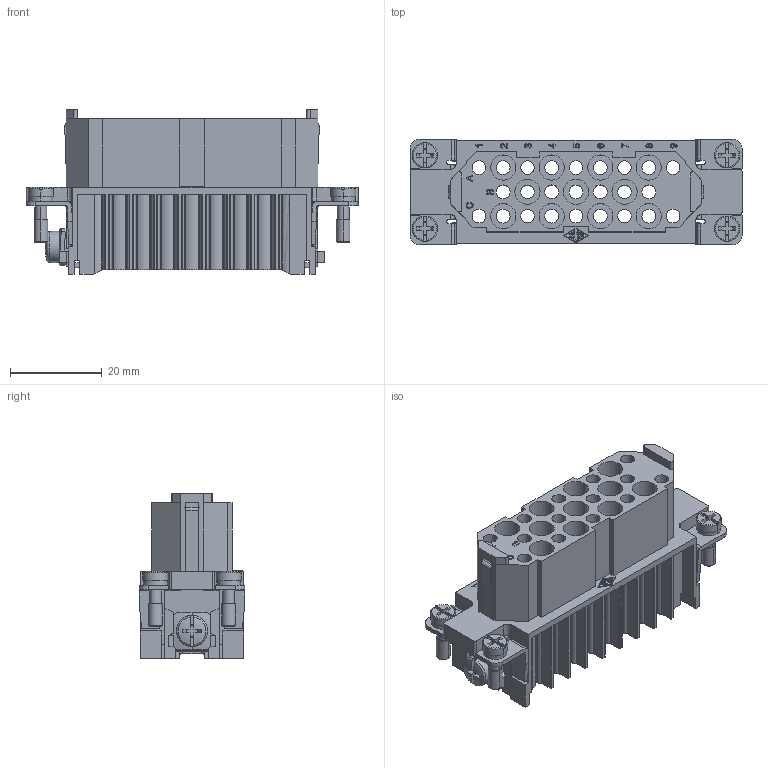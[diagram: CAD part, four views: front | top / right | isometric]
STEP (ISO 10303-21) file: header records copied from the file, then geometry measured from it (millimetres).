
FILE_DESCRIPTION((''),'2;1');
FILE_NAME('CDF 25 Z.stp','2006-12-11T14:14:38',('gembarski'),(''),'Autodesk Inventor 7','Autodesk Inventor 7','');
FILE_SCHEMA(('AUTOMOTIVE_DESIGN { 1 0 10303 214 1 1 1 1 }'));
Length unit declared in the file: millimetre
Products named in the file (1): CDF 25 Kontakteinsätze mit Crimpanschluss
Bounding box: 72.5 x 23 x 36 mm (x, y, z)
Volume: 21826.2 mm3; surface area: 23003.4 mm2
Topology: 1 solids, 3 shells, 1514 faces, 4178 edges, 2762 vertices
Faces by surface type: bspline 562, plane 557, cylinder 373, torus 12, cone 10
Entity records: 51208 total; most frequent: CARTESIAN_POINT 14401, ORIENTED_EDGE 8356, DIRECTION 6452, EDGE_CURVE 4178, VERTEX_POINT 2762, VECTOR 2586, LINE 2586, AXIS2_PLACEMENT_3D 1933
